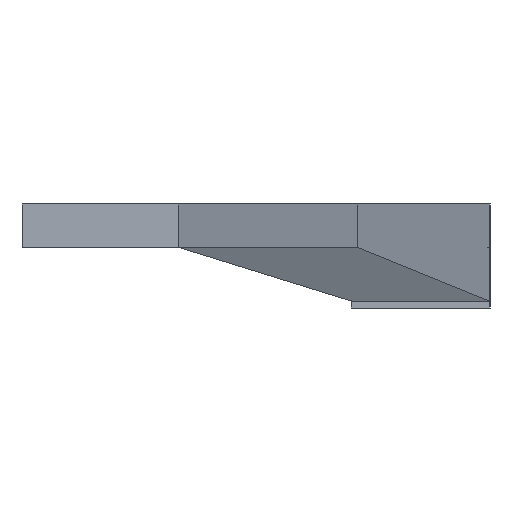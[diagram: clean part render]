
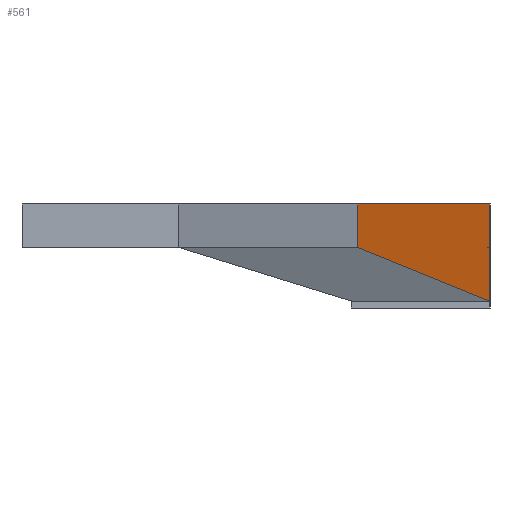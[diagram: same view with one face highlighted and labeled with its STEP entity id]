
A CAD part, left-side view. The second image highlights one B-rep face of the part: STEP entity #561.
In plain terms, the highlighted planar face has unit normal (-0.364, -0.931, 0).
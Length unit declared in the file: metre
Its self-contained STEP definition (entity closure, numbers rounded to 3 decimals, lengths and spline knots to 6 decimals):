
#85=ORIENTED_EDGE('',*,*,#203,.F.);
#86=ORIENTED_EDGE('',*,*,#202,.T.);
#87=ORIENTED_EDGE('',*,*,#204,.T.);
#88=ORIENTED_EDGE('',*,*,#205,.F.);
#202=EDGE_CURVE('',#264,#266,#322,.T.);
#203=EDGE_CURVE('',#264,#267,#323,.T.);
#204=EDGE_CURVE('',#266,#268,#324,.F.);
#205=EDGE_CURVE('',#267,#268,#325,.T.);
#264=VERTEX_POINT('',#908);
#266=VERTEX_POINT('',#912);
#267=VERTEX_POINT('',#916);
#268=VERTEX_POINT('',#918);
#322=LINE('',#913,#388);
#323=LINE('',#915,#389);
#324=LINE('',#917,#390);
#325=LINE('',#919,#391);
#388=VECTOR('',#752,1.);
#389=VECTOR('',#755,1.);
#390=VECTOR('',#756,1.);
#391=VECTOR('',#757,1.);
#444=EDGE_LOOP('',(#85,#86,#87,#88));
#488=FACE_BOUND('',#444,.T.);
#528=PLANE('',#660);
#561=ADVANCED_FACE('',(#488),#528,.F.);
#660=AXIS2_PLACEMENT_3D('',#914,#753,#754);
#752=DIRECTION('',(0.,0.,-1.));
#753=DIRECTION('',(0.364,0.931,0.));
#754=DIRECTION('',(-0.931,0.364,0.));
#755=DIRECTION('',(0.931,-0.364,0.));
#756=DIRECTION('',(-0.921,0.36,0.147));
#757=DIRECTION('',(0.,0.,-1.));
#908=CARTESIAN_POINT('',(-0.036703,0.007877,0.0025));
#912=CARTESIAN_POINT('',(-0.036703,0.007877,0.));
#913=CARTESIAN_POINT('',(-0.036703,0.007877,0.002502));
#914=CARTESIAN_POINT('',(-0.026967,0.004066,0.002502));
#915=CARTESIAN_POINT('',(-0.026967,0.004066,0.0025));
#916=CARTESIAN_POINT('',(-0.01723,0.000256,0.0025));
#917=CARTESIAN_POINT('',(-0.027515,0.004281,-0.001465));
#918=CARTESIAN_POINT('',(-0.01723,0.000256,-0.003106));
#919=CARTESIAN_POINT('',(-0.01723,0.000256,0.002502));
